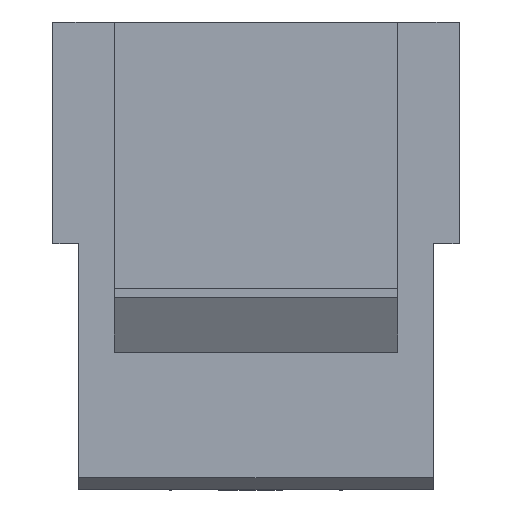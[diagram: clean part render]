
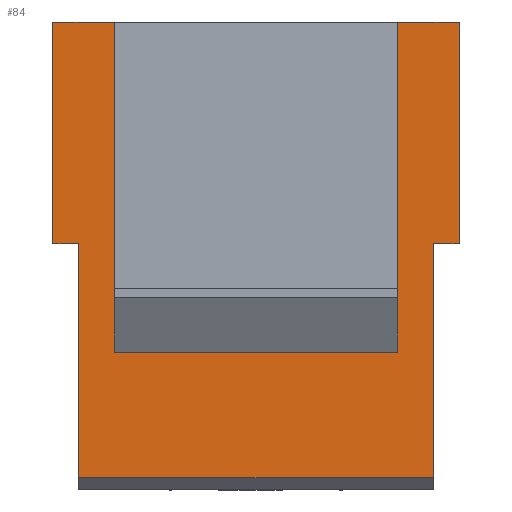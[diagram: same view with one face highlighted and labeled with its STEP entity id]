
A CAD part, front view. The second image highlights one B-rep face of the part: STEP entity #84.
In plain terms, the highlighted planar face has unit normal (0, -1, 0).
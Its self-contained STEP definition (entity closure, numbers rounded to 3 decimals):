
#84=ADVANCED_FACE('',(#174),#1522,.T.);
#174=FACE_OUTER_BOUND('',#264,.T.);
#264=EDGE_LOOP('',(#543,#544,#545,#546,#547,#548,#549,#550,#551,#552,#553,
#554));
#543=ORIENTED_EDGE('',*,*,#976,.T.);
#544=ORIENTED_EDGE('',*,*,#975,.T.);
#545=ORIENTED_EDGE('',*,*,#865,.T.);
#546=ORIENTED_EDGE('',*,*,#853,.T.);
#547=ORIENTED_EDGE('',*,*,#921,.F.);
#548=ORIENTED_EDGE('',*,*,#949,.T.);
#549=ORIENTED_EDGE('',*,*,#817,.T.);
#550=ORIENTED_EDGE('',*,*,#950,.F.);
#551=ORIENTED_EDGE('',*,*,#920,.F.);
#552=ORIENTED_EDGE('',*,*,#849,.F.);
#553=ORIENTED_EDGE('',*,*,#867,.T.);
#554=ORIENTED_EDGE('',*,*,#974,.F.);
#817=EDGE_CURVE('',#1319,#1320,#1061,.T.);
#849=EDGE_CURVE('',#1355,#1356,#1093,.T.);
#853=EDGE_CURVE('',#1359,#1360,#1097,.T.);
#865=EDGE_CURVE('',#1369,#1359,#1109,.T.);
#867=EDGE_CURVE('',#1355,#1363,#1111,.T.);
#920=EDGE_CURVE('',#1356,#1388,#1154,.T.);
#921=EDGE_CURVE('',#1387,#1360,#1155,.T.);
#949=EDGE_CURVE('',#1387,#1319,#1182,.T.);
#950=EDGE_CURVE('',#1388,#1320,#1183,.T.);
#974=EDGE_CURVE('',#1421,#1363,#1205,.T.);
#975=EDGE_CURVE('',#1422,#1369,#1206,.T.);
#976=EDGE_CURVE('',#1421,#1422,#1207,.T.);
#1061=B_SPLINE_CURVE_WITH_KNOTS('',1,(#2013,#2014),.UNSPECIFIED.,.F.,.F.,
(2,2),(0.,11.5),.UNSPECIFIED.);
#1093=B_SPLINE_CURVE_WITH_KNOTS('',1,(#2077,#2078),.UNSPECIFIED.,.F.,.F.,
(2,2),(0.,9.),.UNSPECIFIED.);
#1097=B_SPLINE_CURVE_WITH_KNOTS('',1,(#2085,#2086),.UNSPECIFIED.,.F.,.F.,
(2,2),(0.,9.),.UNSPECIFIED.);
#1109=B_SPLINE_CURVE_WITH_KNOTS('',1,(#2109,#2110),.UNSPECIFIED.,.F.,.F.,
(2,2),(-33.7,-32.7),.UNSPECIFIED.);
#1111=B_SPLINE_CURVE_WITH_KNOTS('',1,(#2113,#2114),.UNSPECIFIED.,.F.,.F.,
(2,2),(-49.2,-48.2),.UNSPECIFIED.);
#1154=B_SPLINE_CURVE_WITH_KNOTS('',1,(#2223,#2224),.UNSPECIFIED.,.F.,.F.,
(2,2),(-49.2,-46.7),.UNSPECIFIED.);
#1155=B_SPLINE_CURVE_WITH_KNOTS('',1,(#2225,#2226),.UNSPECIFIED.,.F.,.F.,
(2,2),(-35.2,-32.7),.UNSPECIFIED.);
#1182=B_SPLINE_CURVE_WITH_KNOTS('',1,(#2283,#2284),.UNSPECIFIED.,.F.,.F.,
(2,2),(9.596,12.297),.UNSPECIFIED.);
#1183=B_SPLINE_CURVE_WITH_KNOTS('',1,(#2285,#2286),.UNSPECIFIED.,.F.,.F.,
(2,2),(9.596,12.297),.UNSPECIFIED.);
#1205=B_SPLINE_CURVE_WITH_KNOTS('',1,(#2355,#2356),.UNSPECIFIED.,.F.,.F.,
(2,2),(-47.306,-37.806),.UNSPECIFIED.);
#1206=B_SPLINE_CURVE_WITH_KNOTS('',1,(#2357,#2358),.UNSPECIFIED.,.F.,.F.,
(2,2),(2.014,11.514),.UNSPECIFIED.);
#1207=B_SPLINE_CURVE_WITH_KNOTS('',1,(#2359,#2360),.UNSPECIFIED.,.F.,.F.,
(2,2),(0.,14.4),.UNSPECIFIED.);
#1319=VERTEX_POINT('',#1875);
#1320=VERTEX_POINT('',#1876);
#1355=VERTEX_POINT('',#1911);
#1356=VERTEX_POINT('',#1912);
#1359=VERTEX_POINT('',#1915);
#1360=VERTEX_POINT('',#1916);
#1363=VERTEX_POINT('',#1919);
#1369=VERTEX_POINT('',#1925);
#1387=VERTEX_POINT('',#1943);
#1388=VERTEX_POINT('',#1944);
#1421=VERTEX_POINT('',#1977);
#1422=VERTEX_POINT('',#1978);
#1522=PLANE('',#1630);
#1630=AXIS2_PLACEMENT_3D('',#1826,#1713,$);
#1713=DIRECTION('',(0.,-1.,0.));
#1826=CARTESIAN_POINT('',(439.,-322.9,0.6));
#1875=CARTESIAN_POINT('',(453.,-322.9,14.9));
#1876=CARTESIAN_POINT('',(441.5,-322.9,14.9));
#1911=CARTESIAN_POINT('',(439.,-322.9,10.1));
#1912=CARTESIAN_POINT('',(439.,-322.9,19.1));
#1915=CARTESIAN_POINT('',(455.5,-322.9,10.1));
#1916=CARTESIAN_POINT('',(455.5,-322.9,19.1));
#1919=CARTESIAN_POINT('',(440.05,-322.9,10.1));
#1925=CARTESIAN_POINT('',(454.45,-322.9,10.1));
#1943=CARTESIAN_POINT('',(453.,-322.9,19.1));
#1944=CARTESIAN_POINT('',(441.5,-322.9,19.1));
#1977=CARTESIAN_POINT('',(440.05,-322.9,0.6));
#1978=CARTESIAN_POINT('',(454.45,-322.9,0.6));
#2013=CARTESIAN_POINT('',(453.,-322.9,14.9));
#2014=CARTESIAN_POINT('',(441.5,-322.9,14.9));
#2077=CARTESIAN_POINT('',(439.,-322.9,10.1));
#2078=CARTESIAN_POINT('',(439.,-322.9,19.1));
#2085=CARTESIAN_POINT('',(455.5,-322.9,10.1));
#2086=CARTESIAN_POINT('',(455.5,-322.9,19.1));
#2109=CARTESIAN_POINT('',(454.45,-322.9,10.1));
#2110=CARTESIAN_POINT('',(455.5,-322.9,10.1));
#2113=CARTESIAN_POINT('',(439.,-322.9,10.1));
#2114=CARTESIAN_POINT('',(440.05,-322.9,10.1));
#2223=CARTESIAN_POINT('',(439.,-322.9,19.1));
#2224=CARTESIAN_POINT('',(441.5,-322.9,19.1));
#2225=CARTESIAN_POINT('',(453.,-322.9,19.1));
#2226=CARTESIAN_POINT('',(455.5,-322.9,19.1));
#2283=CARTESIAN_POINT('',(453.,-322.9,19.1));
#2284=CARTESIAN_POINT('',(453.,-322.9,14.9));
#2285=CARTESIAN_POINT('',(441.5,-322.9,19.1));
#2286=CARTESIAN_POINT('',(441.5,-322.9,14.9));
#2355=CARTESIAN_POINT('',(440.05,-322.9,0.6));
#2356=CARTESIAN_POINT('',(440.05,-322.9,10.1));
#2357=CARTESIAN_POINT('',(454.45,-322.9,0.6));
#2358=CARTESIAN_POINT('',(454.45,-322.9,10.1));
#2359=CARTESIAN_POINT('',(440.05,-322.9,0.6));
#2360=CARTESIAN_POINT('',(454.45,-322.9,0.6));
